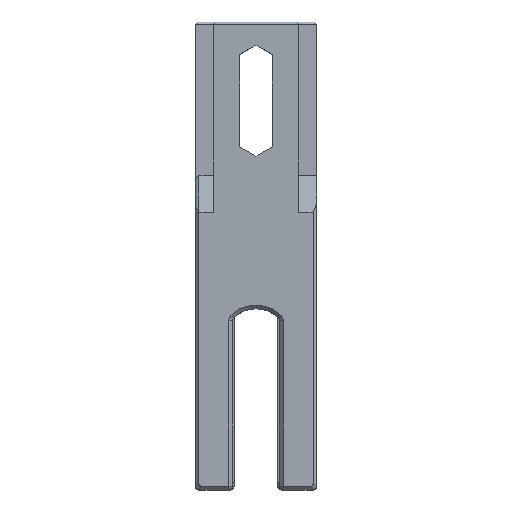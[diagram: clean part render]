
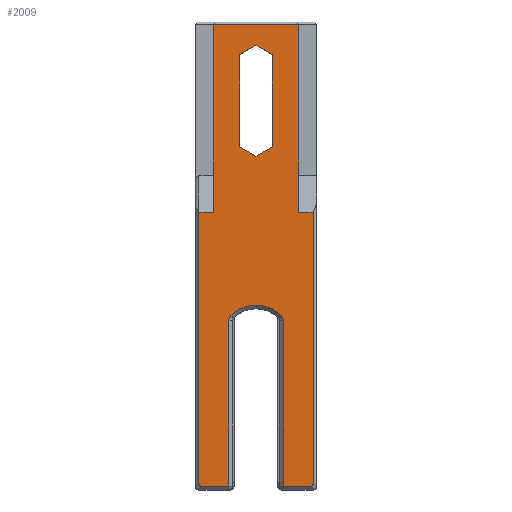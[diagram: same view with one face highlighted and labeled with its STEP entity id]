
A CAD part, top view. The second image highlights one B-rep face of the part: STEP entity #2009.
In plain terms, the highlighted planar face has unit normal (0, 0, 1).
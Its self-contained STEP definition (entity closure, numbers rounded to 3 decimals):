
#84=FACE_BOUND('',#299,.T.);
#87=CIRCLE('',#2145,1.2);
#88=CIRCLE('',#2146,5.7);
#89=CIRCLE('',#2147,5.7);
#90=CIRCLE('',#2148,1.2);
#130=ELLIPSE('',#2144,1.039,0.6);
#131=ELLIPSE('',#2149,1.039,0.6);
#180=FACE_OUTER_BOUND('',#298,.T.);
#298=EDGE_LOOP('',(#1366,#1367,#1368,#1369,#1370,#1371,#1372,#1373,#1374,
#1375,#1376,#1377,#1378,#1379,#1380,#1381,#1382));
#299=EDGE_LOOP('',(#1383,#1384,#1385,#1386,#1387,#1388));
#413=LINE('',#2966,#622);
#440=LINE('',#3020,#649);
#442=LINE('',#3024,#651);
#443=LINE('',#3026,#652);
#444=LINE('',#3028,#653);
#445=LINE('',#3032,#654);
#446=LINE('',#3034,#655);
#447=LINE('',#3044,#656);
#448=LINE('',#3046,#657);
#449=LINE('',#3050,#658);
#450=LINE('',#3051,#659);
#451=LINE('',#3054,#660);
#452=LINE('',#3056,#661);
#453=LINE('',#3058,#662);
#454=LINE('',#3060,#663);
#455=LINE('',#3062,#664);
#456=LINE('',#3063,#665);
#622=VECTOR('',#2348,10.);
#649=VECTOR('',#2395,25.4);
#651=VECTOR('',#2399,25.4);
#652=VECTOR('',#2400,25.4);
#653=VECTOR('',#2401,25.4);
#654=VECTOR('',#2404,25.4);
#655=VECTOR('',#2405,25.4);
#656=VECTOR('',#2414,25.4);
#657=VECTOR('',#2415,25.4);
#658=VECTOR('',#2418,25.4);
#659=VECTOR('',#2419,25.4);
#660=VECTOR('',#2420,10.);
#661=VECTOR('',#2421,25.4);
#662=VECTOR('',#2422,25.4);
#663=VECTOR('',#2423,10.);
#664=VECTOR('',#2424,25.4);
#665=VECTOR('',#2425,25.4);
#825=VERTEX_POINT('',#2953);
#830=VERTEX_POINT('',#2964);
#847=VERTEX_POINT('',#3019);
#848=VERTEX_POINT('',#3023);
#849=VERTEX_POINT('',#3025);
#850=VERTEX_POINT('',#3027);
#851=VERTEX_POINT('',#3029);
#852=VERTEX_POINT('',#3031);
#853=VERTEX_POINT('',#3033);
#854=VERTEX_POINT('',#3035);
#855=VERTEX_POINT('',#3037);
#856=VERTEX_POINT('',#3039);
#857=VERTEX_POINT('',#3041);
#858=VERTEX_POINT('',#3043);
#859=VERTEX_POINT('',#3045);
#860=VERTEX_POINT('',#3047);
#861=VERTEX_POINT('',#3049);
#862=VERTEX_POINT('',#3052);
#863=VERTEX_POINT('',#3053);
#864=VERTEX_POINT('',#3055);
#865=VERTEX_POINT('',#3057);
#866=VERTEX_POINT('',#3059);
#867=VERTEX_POINT('',#3061);
#1020=EDGE_CURVE('',#830,#825,#413,.T.);
#1047=EDGE_CURVE('',#847,#825,#440,.T.);
#1049=EDGE_CURVE('',#830,#848,#442,.T.);
#1050=EDGE_CURVE('',#849,#848,#443,.T.);
#1051=EDGE_CURVE('',#850,#849,#444,.T.);
#1052=EDGE_CURVE('',#851,#850,#130,.T.);
#1053=EDGE_CURVE('',#852,#851,#445,.T.);
#1054=EDGE_CURVE('',#853,#852,#446,.T.);
#1055=EDGE_CURVE('',#854,#853,#87,.T.);
#1056=EDGE_CURVE('',#855,#854,#88,.T.);
#1057=EDGE_CURVE('',#856,#855,#89,.T.);
#1058=EDGE_CURVE('',#857,#856,#90,.T.);
#1059=EDGE_CURVE('',#858,#857,#447,.T.);
#1060=EDGE_CURVE('',#859,#858,#448,.T.);
#1061=EDGE_CURVE('',#860,#859,#131,.T.);
#1062=EDGE_CURVE('',#861,#860,#449,.T.);
#1063=EDGE_CURVE('',#847,#861,#450,.T.);
#1064=EDGE_CURVE('',#862,#863,#451,.T.);
#1065=EDGE_CURVE('',#862,#864,#452,.T.);
#1066=EDGE_CURVE('',#864,#865,#453,.T.);
#1067=EDGE_CURVE('',#865,#866,#454,.T.);
#1068=EDGE_CURVE('',#866,#867,#455,.T.);
#1069=EDGE_CURVE('',#867,#863,#456,.T.);
#1366=ORIENTED_EDGE('',*,*,#1020,.F.);
#1367=ORIENTED_EDGE('',*,*,#1049,.T.);
#1368=ORIENTED_EDGE('',*,*,#1050,.F.);
#1369=ORIENTED_EDGE('',*,*,#1051,.F.);
#1370=ORIENTED_EDGE('',*,*,#1052,.F.);
#1371=ORIENTED_EDGE('',*,*,#1053,.F.);
#1372=ORIENTED_EDGE('',*,*,#1054,.F.);
#1373=ORIENTED_EDGE('',*,*,#1055,.F.);
#1374=ORIENTED_EDGE('',*,*,#1056,.F.);
#1375=ORIENTED_EDGE('',*,*,#1057,.F.);
#1376=ORIENTED_EDGE('',*,*,#1058,.F.);
#1377=ORIENTED_EDGE('',*,*,#1059,.F.);
#1378=ORIENTED_EDGE('',*,*,#1060,.F.);
#1379=ORIENTED_EDGE('',*,*,#1061,.F.);
#1380=ORIENTED_EDGE('',*,*,#1062,.F.);
#1381=ORIENTED_EDGE('',*,*,#1063,.F.);
#1382=ORIENTED_EDGE('',*,*,#1047,.T.);
#1383=ORIENTED_EDGE('',*,*,#1064,.F.);
#1384=ORIENTED_EDGE('',*,*,#1065,.T.);
#1385=ORIENTED_EDGE('',*,*,#1066,.T.);
#1386=ORIENTED_EDGE('',*,*,#1067,.T.);
#1387=ORIENTED_EDGE('',*,*,#1068,.T.);
#1388=ORIENTED_EDGE('',*,*,#1069,.T.);
#1938=PLANE('',#2143);
#2009=ADVANCED_FACE('',(#180,#84),#1938,.F.);
#2143=AXIS2_PLACEMENT_3D('',#3022,#2397,#2398);
#2144=AXIS2_PLACEMENT_3D('',#3030,#2402,#2403);
#2145=AXIS2_PLACEMENT_3D('',#3036,#2406,#2407);
#2146=AXIS2_PLACEMENT_3D('',#3038,#2408,#2409);
#2147=AXIS2_PLACEMENT_3D('',#3040,#2410,#2411);
#2148=AXIS2_PLACEMENT_3D('',#3042,#2412,#2413);
#2149=AXIS2_PLACEMENT_3D('',#3048,#2416,#2417);
#2348=DIRECTION('',(1.,0.,0.));
#2395=DIRECTION('',(0.,1.,0.));
#2397=DIRECTION('center_axis',(0.,0.,
-1.));
#2398=DIRECTION('ref_axis',(0.,-1.,0.));
#2399=DIRECTION('',(0.,-1.,0.));
#2400=DIRECTION('',(1.,0.,0.));
#2401=DIRECTION('',(0.,1.,0.));
#2402=DIRECTION('center_axis',(0.,0.,-1.));
#2403=DIRECTION('ref_axis',(-0.707,-0.707,0.));
#2404=DIRECTION('',(-1.,0.,0.));
#2405=DIRECTION('',(0.,-1.,0.));
#2406=DIRECTION('center_axis',(0.,0.,1.));
#2407=DIRECTION('ref_axis',(-0.926,0.379,0.));
#2408=DIRECTION('center_axis',(0.,0.,1.));
#2409=DIRECTION('ref_axis',(-1.,0.,0.));
#2410=DIRECTION('center_axis',(0.,0.,1.));
#2411=DIRECTION('ref_axis',(1.,0.,0.));
#2412=DIRECTION('center_axis',(0.,0.,1.));
#2413=DIRECTION('ref_axis',(0.926,0.379,0.));
#2414=DIRECTION('',(0.,1.,0.));
#2415=DIRECTION('',(-1.,0.,0.));
#2416=DIRECTION('center_axis',(0.,0.,-1.));
#2417=DIRECTION('ref_axis',(0.707,-0.707,0.));
#2418=DIRECTION('',(0.,-1.,0.));
#2419=DIRECTION('',(1.,0.,0.));
#2420=DIRECTION('',(0.,-1.,0.));
#2421=DIRECTION('',(0.866,0.5,0.));
#2422=DIRECTION('',(0.866,-0.5,0.));
#2423=DIRECTION('',(0.,-1.,0.));
#2424=DIRECTION('',(-0.866,-0.5,0.));
#2425=DIRECTION('',(-0.866,0.5,0.));
#2953=CARTESIAN_POINT('',(7.,1.6,12.));
#2964=CARTESIAN_POINT('',(-7.,1.6,12.));
#2966=CARTESIAN_POINT('',(4.576,1.6,12.));
#3019=CARTESIAN_POINT('',(7.,-29.29,12.));
#3020=CARTESIAN_POINT('',(7.,-19.644,12.));
#3022=CARTESIAN_POINT('Origin',(9.151,-26.642,12.));
#3023=CARTESIAN_POINT('',(-7.,-29.29,12.));
#3024=CARTESIAN_POINT('',(-7.,-19.644,12.));
#3025=CARTESIAN_POINT('',(-9.4,-29.29,12.));
#3026=CARTESIAN_POINT('',(1.887,-29.29,12.));
#3027=CARTESIAN_POINT('',(-9.4,-73.938,12.));
#3028=CARTESIAN_POINT('',(-9.4,-12.037,12.));
#3029=CARTESIAN_POINT('',(-8.976,-74.362,12.));
#3030=CARTESIAN_POINT('Origin',(-8.551,-73.514,12.));
#3031=CARTESIAN_POINT('',(-4.459,-74.362,12.));
#3032=CARTESIAN_POINT('',(-0.164,-74.362,12.));
#3033=CARTESIAN_POINT('',(-4.459,-47.117,12.));
#3034=CARTESIAN_POINT('',(-4.459,-6.098,12.));
#3035=CARTESIAN_POINT('',(-4.115,-46.276,12.));
#3036=CARTESIAN_POINT('Origin',(-3.259,-47.117,12.));
#3037=CARTESIAN_POINT('',(0.,-44.572,12.));
#3038=CARTESIAN_POINT('Origin',(-0.05,-50.272,12.));
#3039=CARTESIAN_POINT('',(4.115,-46.276,12.));
#3040=CARTESIAN_POINT('Origin',(0.05,-50.272,12.));
#3041=CARTESIAN_POINT('',(4.459,-47.117,12.));
#3042=CARTESIAN_POINT('Origin',(3.259,-47.117,12.));
#3043=CARTESIAN_POINT('',(4.459,-74.362,12.));
#3044=CARTESIAN_POINT('',(4.459,-6.098,12.));
#3045=CARTESIAN_POINT('',(8.976,-74.362,12.));
#3046=CARTESIAN_POINT('',(-0.164,-74.362,12.));
#3047=CARTESIAN_POINT('',(9.4,-73.938,12.));
#3048=CARTESIAN_POINT('Origin',(8.551,-73.514,12.));
#3049=CARTESIAN_POINT('',(9.4,-29.29,12.));
#3050=CARTESIAN_POINT('',(9.4,-20.34,12.));
#3051=CARTESIAN_POINT('',(1.887,-29.29,12.));
#3052=CARTESIAN_POINT('',(-2.7,-3.384,12.));
#3053=CARTESIAN_POINT('',(-2.7,-18.502,12.));
#3054=CARTESIAN_POINT('',(-2.7,-10.7,12.));
#3055=CARTESIAN_POINT('',(0.,-1.826,12.));
#3056=CARTESIAN_POINT('',(-3.291,-3.726,12.));
#3057=CARTESIAN_POINT('',(2.7,-3.384,12.));
#3058=CARTESIAN_POINT('',(8.805,-6.909,12.));
#3059=CARTESIAN_POINT('',(2.7,-18.502,12.));
#3060=CARTESIAN_POINT('',(2.7,-10.7,12.));
#3061=CARTESIAN_POINT('',(0.,-20.061,12.));
#3062=CARTESIAN_POINT('',(2.924,-18.373,12.));
#3063=CARTESIAN_POINT('',(5.29,-23.115,12.));
